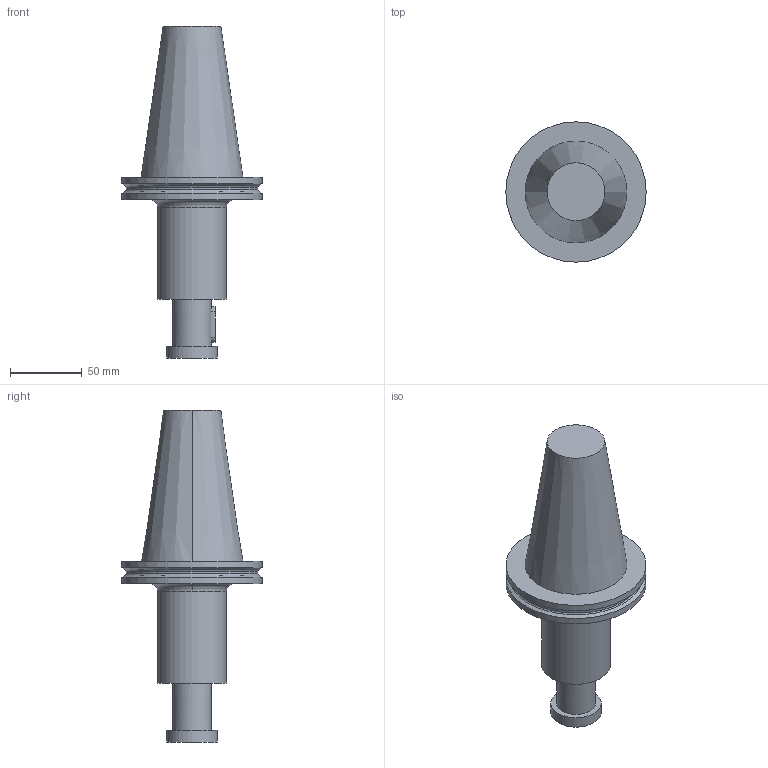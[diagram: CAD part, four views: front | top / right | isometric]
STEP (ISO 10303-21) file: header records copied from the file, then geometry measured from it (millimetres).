
FILE_DESCRIPTION(/* description */ (''),/* implementation_level */ '2;1');
FILE_NAME(/* name */ '69871.50ADB-FMH2.27.100.stp',/* time_stamp */ '2024-08-04T14:21:27+02:00',/* author */ (''),/* organization */ (''),/* preprocessor_version */ 'ST-DEVELOPER v16.7',/* originating_system */ 'SIEMENS PLM Software NX 12.0',/* authorisation */ '');
FILE_SCHEMA (('AUTOMOTIVE_DESIGN { 1 0 10303 214 3 1 1 1 }'));
Length unit declared in the file: millimetre
Products named in the file (1): pf662DBC816Con4o
Bounding box: 97.5 x 97.5 x 230.75 mm (x, y, z)
Volume: 527033.1 mm3; surface area: 51415.9 mm2
Topology: 1 solids, 1 shells, 29 faces, 75 edges, 52 vertices
Faces by surface type: plane 13, cylinder 8, torus 4, cone 4
Full cylindrical faces by diameter (mm): 27 x1, 35 x1, 48 x1, 91.25 x1, 97.5 x2
Entity records: 999 total; most frequent: CARTESIAN_POINT 213, DIRECTION 171, ORIENTED_EDGE 136, AXIS2_PLACEMENT_3D 73, EDGE_CURVE 68, VERTEX_POINT 52, EDGE_LOOP 40, CIRCLE 40
